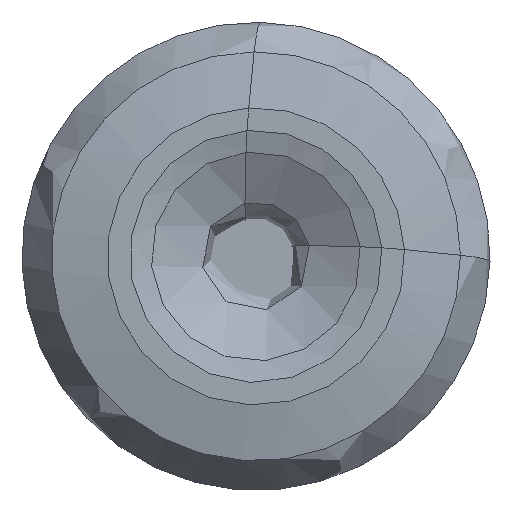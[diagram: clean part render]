
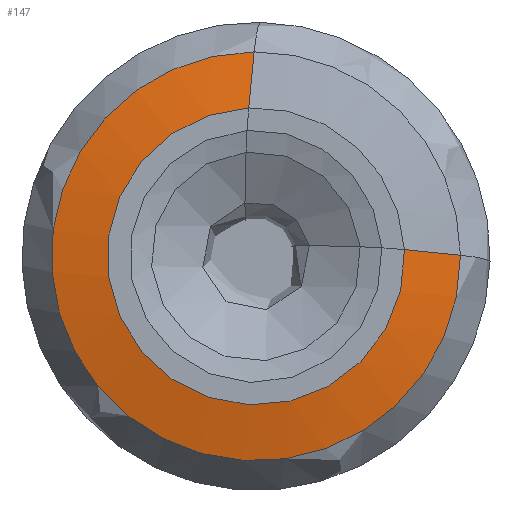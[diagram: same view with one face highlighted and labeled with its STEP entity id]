
A CAD part, left-side view. The second image highlights one B-rep face of the part: STEP entity #147.
In plain terms, the highlighted free-form (B-spline) face has degree [1, 3] with [2, 7] control points.
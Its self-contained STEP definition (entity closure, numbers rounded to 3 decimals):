
#147=ADVANCED_FACE('',(#232),#203,.F.);
#203=(
BOUNDED_SURFACE()
B_SPLINE_SURFACE(1,3,((#1207,#1208,#1209,#1210,#1211,#1212,#1213),(#1214,
#1215,#1216,#1217,#1218,#1219,#1220)),.UNSPECIFIED.,.F.,.F.,.F.)
B_SPLINE_SURFACE_WITH_KNOTS((2,2),(4,3,4),(0.,1.),(0.,0.5,1.),
 .UNSPECIFIED.)
GEOMETRIC_REPRESENTATION_ITEM()
RATIONAL_B_SPLINE_SURFACE(((1.,0.589,0.589,1.,0.589,
0.589,1.),(1.,0.589,0.589,1.,0.589,
0.589,1.)))
REPRESENTATION_ITEM('')
SURFACE()
);
#232=FACE_OUTER_BOUND('',#264,.T.);
#264=EDGE_LOOP('',(#432,#433,#434,#435));
#349=CIRCLE('',#774,6.348);
#350=CIRCLE('',#776,8.734);
#432=ORIENTED_EDGE('',*,*,#652,.F.);
#433=ORIENTED_EDGE('',*,*,#653,.F.);
#434=ORIENTED_EDGE('',*,*,#649,.T.);
#435=ORIENTED_EDGE('',*,*,#654,.F.);
#586=VERTEX_POINT('',#1197);
#587=VERTEX_POINT('',#1198);
#588=VERTEX_POINT('',#1203);
#589=VERTEX_POINT('',#1204);
#649=EDGE_CURVE('',#586,#587,#349,.T.);
#652=EDGE_CURVE('',#588,#589,#350,.T.);
#653=EDGE_CURVE('',#586,#588,#726,.T.);
#654=EDGE_CURVE('',#589,#587,#727,.T.);
#726=LINE('',#1205,#750);
#727=LINE('',#1206,#751);
#750=VECTOR('',#892,1.);
#751=VECTOR('',#893,1.);
#774=AXIS2_PLACEMENT_3D('',#1196,#884,#885);
#776=AXIS2_PLACEMENT_3D('',#1202,#890,#891);
#884=DIRECTION('',(1.,0.,0.));
#885=DIRECTION('',(0.,-0.999,0.046));
#890=DIRECTION('',(1.,0.,0.));
#891=DIRECTION('',(0.,-1.,0.006));
#892=DIRECTION('',(0.198,-0.975,-0.098));
#893=DIRECTION('',(-0.198,0.095,-0.976));
#1196=CARTESIAN_POINT('',(0.,0.,0.));
#1197=CARTESIAN_POINT('',(0.,-6.342,0.289));
#1198=CARTESIAN_POINT('',(0.,0.307,6.341));
#1202=CARTESIAN_POINT('',(0.486,0.,0.));
#1203=CARTESIAN_POINT('',(0.486,-8.733,0.05));
#1204=CARTESIAN_POINT('',(0.486,0.075,8.733));
#1205=CARTESIAN_POINT('',(0.,-6.342,0.289));
#1206=CARTESIAN_POINT('',(0.,0.307,6.341));
#1207=CARTESIAN_POINT('',(0.,-6.342,0.289));
#1208=CARTESIAN_POINT('',(0.,-6.644,-6.342));
#1209=CARTESIAN_POINT('',(0.,-0.636,-9.162));
#1210=CARTESIAN_POINT('',(0.,4.273,-4.695));
#1211=CARTESIAN_POINT('',(0.,9.182,-0.227));
#1212=CARTESIAN_POINT('',(0.,6.937,6.019));
#1213=CARTESIAN_POINT('',(0.,0.307,6.341));
#1214=CARTESIAN_POINT('',(0.486,-8.733,0.05));
#1215=CARTESIAN_POINT('',(0.486,-8.785,-9.082));
#1216=CARTESIAN_POINT('',(0.486,-0.371,-12.63));
#1217=CARTESIAN_POINT('',(0.486,6.132,-6.219));
#1218=CARTESIAN_POINT('',(0.486,12.634,0.192));
#1219=CARTESIAN_POINT('',(0.486,9.206,8.655));
#1220=CARTESIAN_POINT('',(0.486,0.075,8.733));
